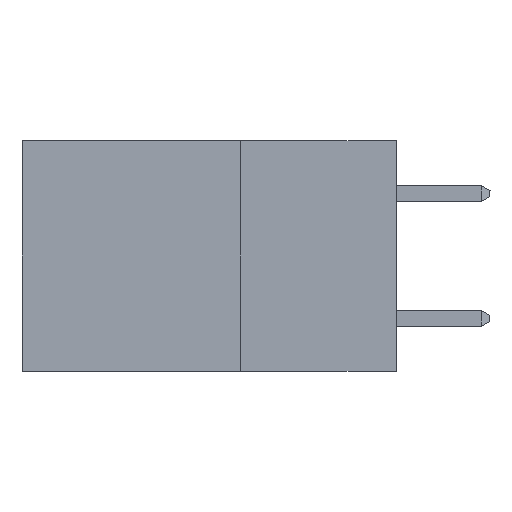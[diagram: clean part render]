
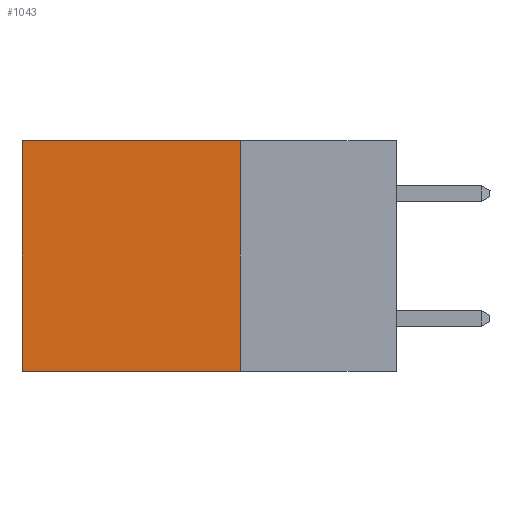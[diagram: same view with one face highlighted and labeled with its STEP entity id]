
A CAD part, left-side view. The second image highlights one B-rep face of the part: STEP entity #1043.
In plain terms, the highlighted planar face has unit normal (-1, 0, 0).
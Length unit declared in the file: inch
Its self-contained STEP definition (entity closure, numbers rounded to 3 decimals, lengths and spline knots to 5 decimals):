
#1043 = ADVANCED_FACE ( 'NONE', ( #19964 ), #9716, .F. ) ;
#4680 = LINE ( 'NONE', #26169, #12909 ) ;
#5091 = AXIS2_PLACEMENT_3D ( 'NONE', #17039, #22216, #7102 ) ;
#6686 = VECTOR ( 'NONE', #9319, 39.37008 ) ;
#7102 = DIRECTION ( 'NONE',  ( 0., 0., -1. ) ) ;
#7617 = LINE ( 'NONE', #29782, #24508 ) ;
#7675 = CARTESIAN_POINT ( 'NONE',  ( 0.298, 0.6, 0. ) ) ;
#8495 = VERTEX_POINT ( 'NONE', #26893 ) ;
#8673 = EDGE_CURVE ( 'NONE', #14939, #15600, #13176, .T. ) ;
#9319 = DIRECTION ( 'NONE',  ( 0., 0., -1. ) ) ;
#9716 = PLANE ( 'NONE',  #5091 ) ;
#9921 = ORIENTED_EDGE ( 'NONE', *, *, #17224, .F. ) ;
#11055 = VERTEX_POINT ( 'NONE', #7675 ) ;
#12395 = DIRECTION ( 'NONE',  ( 0., 1., 0. ) ) ;
#12576 = EDGE_CURVE ( 'NONE', #8495, #11055, #7617, .T. ) ;
#12755 = VECTOR ( 'NONE', #12395, 39.37008 ) ;
#12909 = VECTOR ( 'NONE', #18767, 39.37008 ) ;
#13176 = LINE ( 'NONE', #17216, #12755 ) ;
#13871 = EDGE_CURVE ( 'NONE', #11055, #15600, #26706, .T. ) ;
#14741 = ORIENTED_EDGE ( 'NONE', *, *, #13871, .T. ) ;
#14939 = VERTEX_POINT ( 'NONE', #20467 ) ;
#15600 = VERTEX_POINT ( 'NONE', #28305 ) ;
#17039 = CARTESIAN_POINT ( 'NONE',  ( 0.298, 0.25, 0. ) ) ;
#17216 = CARTESIAN_POINT ( 'NONE',  ( 0.298, 0.25, -0.37 ) ) ;
#17224 = EDGE_CURVE ( 'NONE', #8495, #14939, #4680, .T. ) ;
#18767 = DIRECTION ( 'NONE',  ( 0., 0., -1. ) ) ;
#19964 = FACE_OUTER_BOUND ( 'NONE', #32091, .T. ) ;
#20467 = CARTESIAN_POINT ( 'NONE',  ( 0.298, 0.25, -0.37 ) ) ;
#22216 = DIRECTION ( 'NONE',  ( 1., 0., 0. ) ) ;
#24384 = CARTESIAN_POINT ( 'NONE',  ( 0.298, 0.6, 0. ) ) ;
#24508 = VECTOR ( 'NONE', #29673, 39.37008 ) ;
#26169 = CARTESIAN_POINT ( 'NONE',  ( 0.298, 0.25, 0. ) ) ;
#26706 = LINE ( 'NONE', #24384, #6686 ) ;
#26893 = CARTESIAN_POINT ( 'NONE',  ( 0.298, 0.25, 0. ) ) ;
#27231 = ORIENTED_EDGE ( 'NONE', *, *, #8673, .F. ) ;
#28305 = CARTESIAN_POINT ( 'NONE',  ( 0.298, 0.6, -0.37 ) ) ;
#29673 = DIRECTION ( 'NONE',  ( 0., 1., 0. ) ) ;
#29782 = CARTESIAN_POINT ( 'NONE',  ( 0.298, 0.25, 0. ) ) ;
#29828 = ORIENTED_EDGE ( 'NONE', *, *, #12576, .T. ) ;
#32091 = EDGE_LOOP ( 'NONE', ( #14741, #27231, #9921, #29828 ) ) ;
